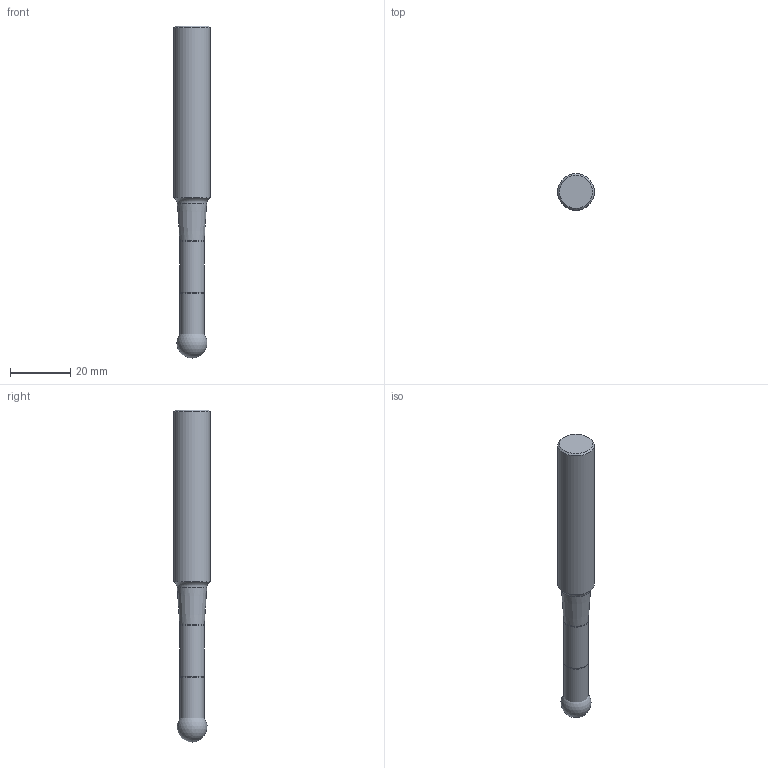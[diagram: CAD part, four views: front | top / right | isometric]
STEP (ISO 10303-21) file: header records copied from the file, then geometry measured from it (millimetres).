
FILE_DESCRIPTION(/* description */ (''),/* implementation_level */ '2;1');
FILE_NAME(/* name */ '1590579285952.stp',/* time_stamp */ '2020-05-27T17:05:36+06:00',/* author */ (''),/* organization */ ('SMS'),/* preprocessor_version */ 'ST-DEVELOPER v16.7',/* originating_system */ 'SIEMENS PLM Software NX 12.0',/* authorisation */ '');
FILE_SCHEMA (('AUTOMOTIVE_DESIGN { 1 0 10303 214 3 1 1 1 }'));
Length unit declared in the file: millimetre
Products named in the file (4): ASSEMBLY_CONSTRUCTION; 202506381mod000_00; 202460753mod000_00; 202460755mod000_00
Assembly tree (3 placements, depth 2):
  202460755mod000_00
    202460753mod000_00
    202506381mod000_00
    ASSEMBLY_CONSTRUCTION
Bounding box: 12.12 x 12.12 x 110 mm (x, y, z)
Volume: 9857.6 mm3; surface area: 3962.2 mm2
Topology: 2 solids, 2 shells, 13 faces, 25 edges, 25 vertices
Faces by surface type: torus 3, plane 3, cylinder 3, sphere 2, cone 2
Full cylindrical faces by diameter (mm): 7.995 x1, 8.125 x1, 12.125 x1
Entity records: 490 total; most frequent: CARTESIAN_POINT 76, DIRECTION 72, AXIS2_PLACEMENT_3D 36, EDGE_LOOP 22, ORIENTED_EDGE 22, STYLED_ITEM 20, PRESENTATION_STYLE_ASSIGNMENT 20, FACE_BOUND 18
